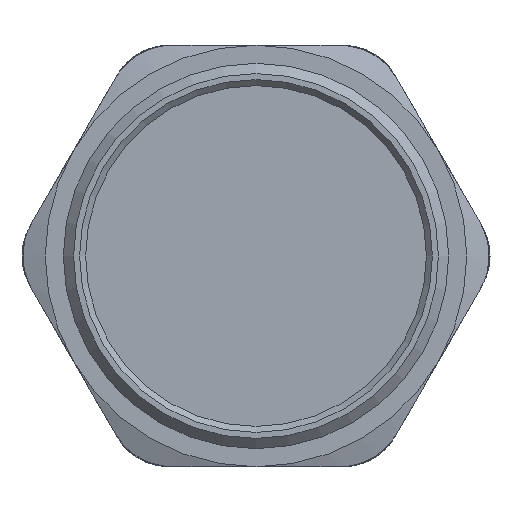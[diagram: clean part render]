
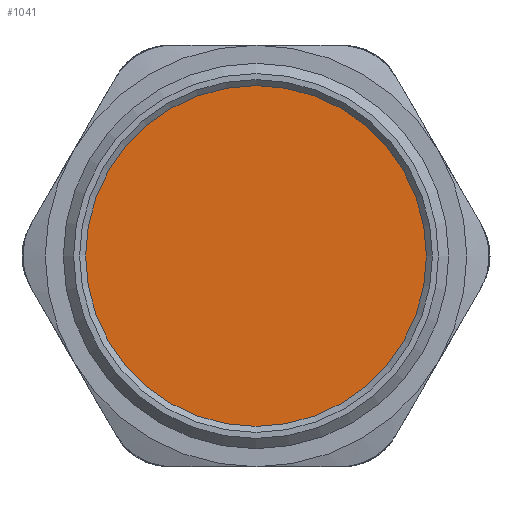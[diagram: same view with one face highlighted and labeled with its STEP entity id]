
A CAD part, front view. The second image highlights one B-rep face of the part: STEP entity #1041.
In plain terms, the highlighted planar face has unit normal (0, -1, 0).
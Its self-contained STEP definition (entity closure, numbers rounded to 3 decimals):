
#291=FACE_OUTER_BOUND('',#353,.T.);
#353=EDGE_LOOP('',(#710));
#422=CIRCLE('',#1128,14.15);
#459=VERTEX_POINT('',#1487);
#558=EDGE_CURVE('',#459,#459,#422,.T.);
#710=ORIENTED_EDGE('',*,*,#558,.F.);
#1014=PLANE('',#1127);
#1041=ADVANCED_FACE('',(#291),#1014,.F.);
#1127=AXIS2_PLACEMENT_3D('',#1486,#1230,#1231);
#1128=AXIS2_PLACEMENT_3D('',#1488,#1232,#1233);
#1230=DIRECTION('center_axis',(0.,1.,0.));
#1231=DIRECTION('ref_axis',(0.,0.,1.));
#1232=DIRECTION('center_axis',(0.,1.,0.));
#1233=DIRECTION('ref_axis',(1.,0.,0.));
#1486=CARTESIAN_POINT('Origin',(-1.144,-3.696,0.));
#1487=CARTESIAN_POINT('',(-15.294,-3.696,0.));
#1488=CARTESIAN_POINT('Origin',(-1.144,-3.696,0.));
